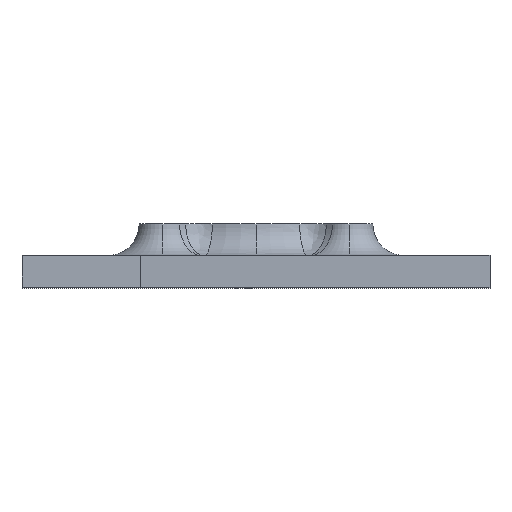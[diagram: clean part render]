
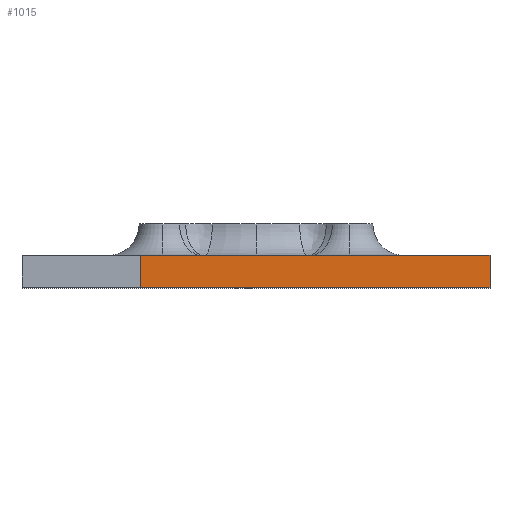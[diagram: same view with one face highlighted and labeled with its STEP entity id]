
A CAD part, top view. The second image highlights one B-rep face of the part: STEP entity #1015.
In plain terms, the highlighted planar face has unit normal (0, 0, 1).
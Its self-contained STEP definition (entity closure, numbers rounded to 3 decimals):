
#67 = ORIENTED_EDGE ( 'NONE', *, *, #2033, .F. ) ;
#232 = DIRECTION ( 'NONE',  ( 0., 1., 0. ) ) ;
#616 = VERTEX_POINT ( 'NONE', #2634 ) ;
#652 = PLANE ( 'NONE',  #1035 ) ;
#661 = LINE ( 'NONE', #1722, #1286 ) ;
#778 = CARTESIAN_POINT ( 'NONE',  ( 59., 8., 85. ) ) ;
#826 = EDGE_CURVE ( 'NONE', #616, #1430, #894, .T. ) ;
#831 = VERTEX_POINT ( 'NONE', #2268 ) ;
#894 = LINE ( 'NONE', #3351, #2314 ) ;
#913 = VECTOR ( 'NONE', #232, 1000. ) ;
#938 = DIRECTION ( 'NONE',  ( 0., 0., -1. ) ) ;
#1015 = ADVANCED_FACE ( 'NONE', ( #3051 ), #652, .F. ) ;
#1035 = AXIS2_PLACEMENT_3D ( 'NONE', #1715, #938, #1994 ) ;
#1036 = CARTESIAN_POINT ( 'NONE',  ( -29., 0., 85. ) ) ;
#1120 = LINE ( 'NONE', #2142, #2583 ) ;
#1286 = VECTOR ( 'NONE', #3044, 1000. ) ;
#1360 = DIRECTION ( 'NONE',  ( 0., -1., 0. ) ) ;
#1430 = VERTEX_POINT ( 'NONE', #778 ) ;
#1458 = ORIENTED_EDGE ( 'NONE', *, *, #826, .F. ) ;
#1695 = ORIENTED_EDGE ( 'NONE', *, *, #2423, .T. ) ;
#1710 = VERTEX_POINT ( 'NONE', #2777 ) ;
#1715 = CARTESIAN_POINT ( 'NONE',  ( -59., 8., 85. ) ) ;
#1722 = CARTESIAN_POINT ( 'NONE',  ( -59., 0., 85. ) ) ;
#1994 = DIRECTION ( 'NONE',  ( -1., 0., 0. ) ) ;
#2033 = EDGE_CURVE ( 'NONE', #1430, #1710, #1120, .T. ) ;
#2137 = EDGE_CURVE ( 'NONE', #831, #616, #2590, .T. ) ;
#2142 = CARTESIAN_POINT ( 'NONE',  ( 59., 8., 85. ) ) ;
#2268 = CARTESIAN_POINT ( 'NONE',  ( -29., 0., 85. ) ) ;
#2314 = VECTOR ( 'NONE', #3333, 1000. ) ;
#2380 = EDGE_LOOP ( 'NONE', ( #1458, #2677, #1695, #67 ) ) ;
#2423 = EDGE_CURVE ( 'NONE', #831, #1710, #661, .T. ) ;
#2583 = VECTOR ( 'NONE', #1360, 1000. ) ;
#2590 = LINE ( 'NONE', #1036, #913 ) ;
#2634 = CARTESIAN_POINT ( 'NONE',  ( -29., 8., 85. ) ) ;
#2677 = ORIENTED_EDGE ( 'NONE', *, *, #2137, .F. ) ;
#2777 = CARTESIAN_POINT ( 'NONE',  ( 59., 0., 85. ) ) ;
#3044 = DIRECTION ( 'NONE',  ( 1., 0., 0. ) ) ;
#3051 = FACE_OUTER_BOUND ( 'NONE', #2380, .T. ) ;
#3333 = DIRECTION ( 'NONE',  ( 1., 0., 0. ) ) ;
#3351 = CARTESIAN_POINT ( 'NONE',  ( -59., 8., 85. ) ) ;
